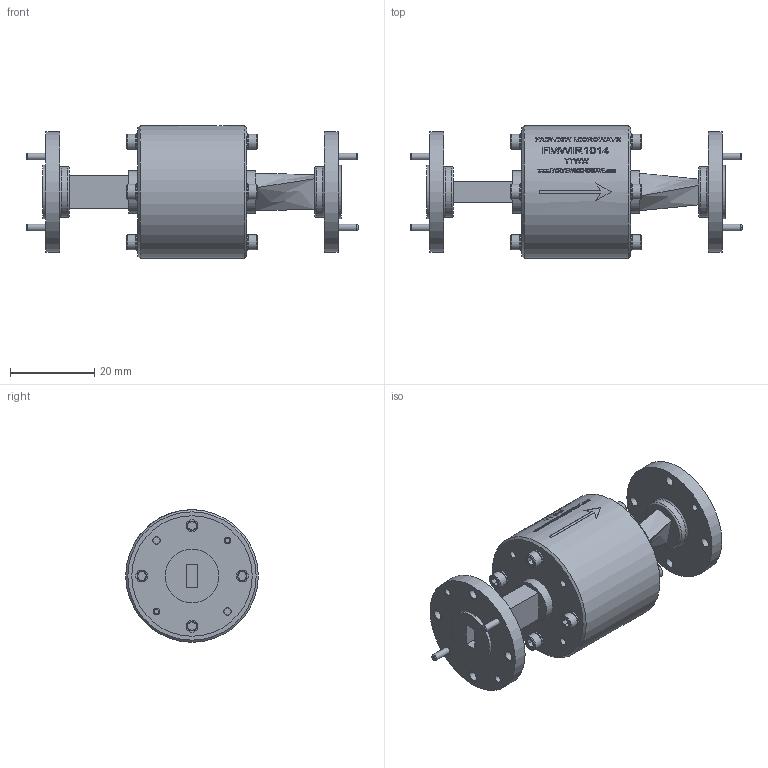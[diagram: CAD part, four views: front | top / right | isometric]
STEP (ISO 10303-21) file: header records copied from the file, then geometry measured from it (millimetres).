
FILE_DESCRIPTION (( 'STEP AP203' ), '1' );
FILE_NAME ('FMWIR1004A_3D.step', '2022-08-25T16:14:50', ( '' ), ( '' ), 'SwSTEP 2.0', 'SolidWorks 2021', '' );
FILE_SCHEMA (( 'CONFIG_CONTROL_DESIGN' ));
Products named in the file (1): FMWIR1004A_3D
Bounding box: 78.79 x 31.47 x 31.47 mm (x, y, z)
Volume: 25455 mm3; surface area: 10226.4 mm2
Topology: 1 solids, 4 shells, 1126 faces, 2888 edges, 1887 vertices
Faces by surface type: plane 442, bspline 388, cylinder 210, cone 82, torus 4
Full cylindrical faces by diameter (mm): 1.562 x4, 1.702 x4, 1.727 x79, 2.261 x8, 2.845 x8, 3.658 x8, 3.856 x8, 10.16 x2, 11.9 x2, 12.7 x2, 28.575 x2, 31.471 x1
Entity records: 54080 total; most frequent: CARTESIAN_POINT 32714, ORIENTED_EDGE 5080, DIRECTION 2967, EDGE_CURVE 2540, VERTEX_POINT 1706, B_SPLINE_CURVE_WITH_KNOTS 1289, EDGE_LOOP 1286, AXIS2_PLACEMENT_3D 1111
